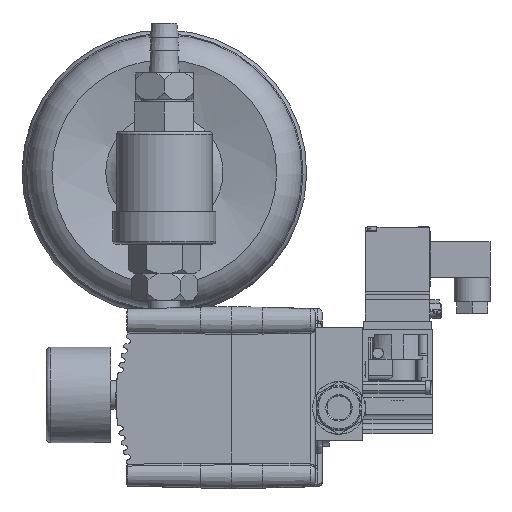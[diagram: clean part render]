
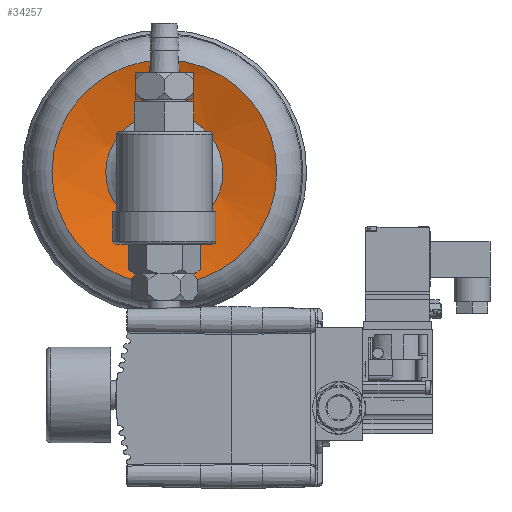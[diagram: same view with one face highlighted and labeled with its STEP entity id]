
A CAD part, left-side view. The second image highlights one B-rep face of the part: STEP entity #34257.
In plain terms, the highlighted spherical face has radius 137.607 mm.
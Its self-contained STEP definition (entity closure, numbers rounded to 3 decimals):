
#44=SPHERICAL_SURFACE('',#36747,137.607);
#3210=FACE_OUTER_BOUND('',#5420,.T.);
#5420=EDGE_LOOP('',(#24742,#24743));
#13797=CIRCLE('',#36744,46.972);
#13798=CIRCLE('',#36745,46.972);
#15510=VERTEX_POINT('',#54514);
#15511=VERTEX_POINT('',#54515);
#18918=EDGE_CURVE('',#15510,#15511,#13797,.T.);
#18919=EDGE_CURVE('',#15511,#15510,#13798,.T.);
#24742=ORIENTED_EDGE('',*,*,#18918,.T.);
#24743=ORIENTED_EDGE('',*,*,#18919,.T.);
#34257=ADVANCED_FACE('',(#3210),#44,.T.);
#36744=AXIS2_PLACEMENT_3D('',#54516,#41337,#41338);
#36745=AXIS2_PLACEMENT_3D('',#54517,#41339,#41340);
#36747=AXIS2_PLACEMENT_3D('',#54519,#41343,#41344);
#41337=DIRECTION('center_axis',(1.,0.,0.));
#41338=DIRECTION('ref_axis',(0.,-0.775,0.631));
#41339=DIRECTION('center_axis',(1.,0.,0.));
#41340=DIRECTION('ref_axis',(0.,-0.775,0.631));
#41343=DIRECTION('center_axis',(0.,-0.631,-0.775));
#41344=DIRECTION('ref_axis',(1.,0.,0.));
#54514=CARTESIAN_POINT('',(3.8,4.951,107.179));
#54515=CARTESIAN_POINT('',(3.8,11.72,41.096));
#54516=CARTESIAN_POINT('Origin',(3.8,41.377,77.523));
#54517=CARTESIAN_POINT('Origin',(3.8,41.377,77.523));
#54519=CARTESIAN_POINT('Origin',(-125.542,41.377,77.523));
